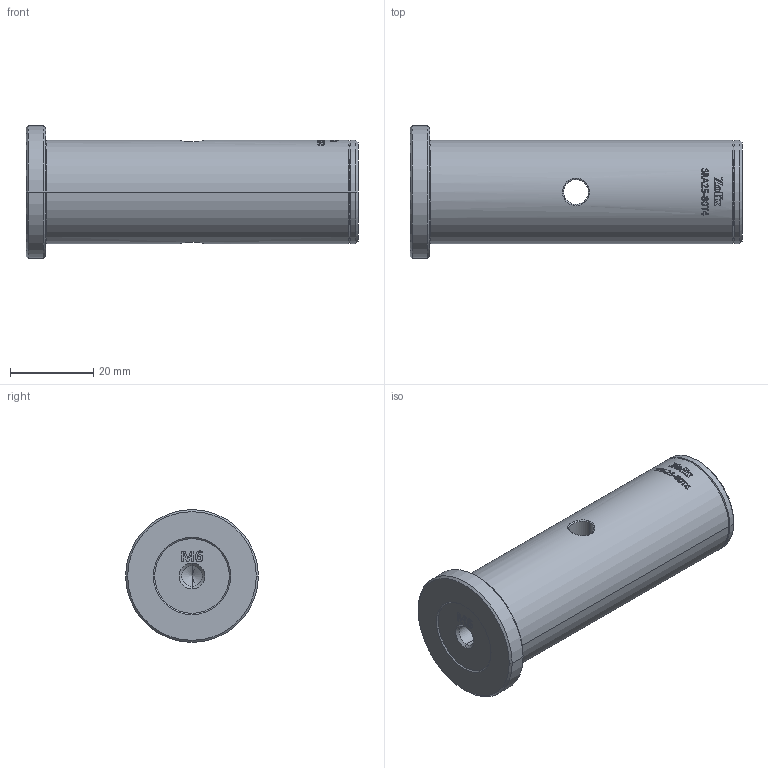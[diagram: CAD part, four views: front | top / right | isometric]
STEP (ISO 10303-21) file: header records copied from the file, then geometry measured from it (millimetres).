
FILE_DESCRIPTION (( 'STEP AP203' ), '1' );
FILE_NAME ('SRA25-80T4.STEP', '2025-07-18T05:55:29', ( '' ), ( '' ), 'SwSTEP 2.0', 'SolidWorks 2020', '' );
FILE_SCHEMA (( 'CONFIG_CONTROL_DESIGN' ));
Length unit declared in the file: millimetre
Products named in the file (1): SRA25-80T4
Bounding box: 80 x 32 x 32 mm (x, y, z)
Volume: 39525.9 mm3; surface area: 8669.6 mm2
Topology: 1 solids, 1 shells, 472 faces, 1271 edges, 832 vertices
Faces by surface type: bspline 297, plane 101, cylinder 42, cone 30, torus 2
Entity records: 28927 total; most frequent: CARTESIAN_POINT 19574, ORIENTED_EDGE 2526, EDGE_CURVE 1263, B_SPLINE_CURVE_WITH_KNOTS 882, DIRECTION 861, VERTEX_POINT 832, EDGE_LOOP 513, FACE_OUTER_BOUND 472
